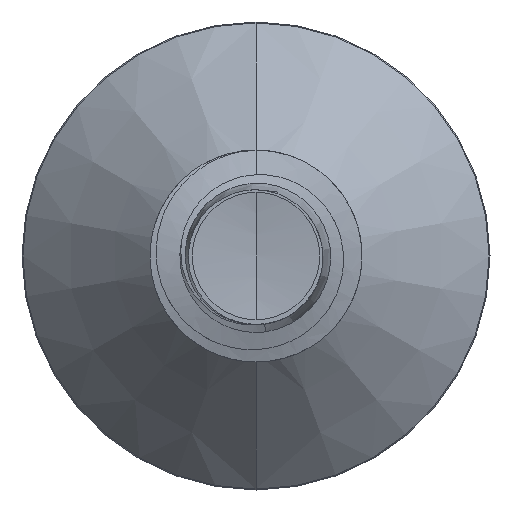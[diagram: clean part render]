
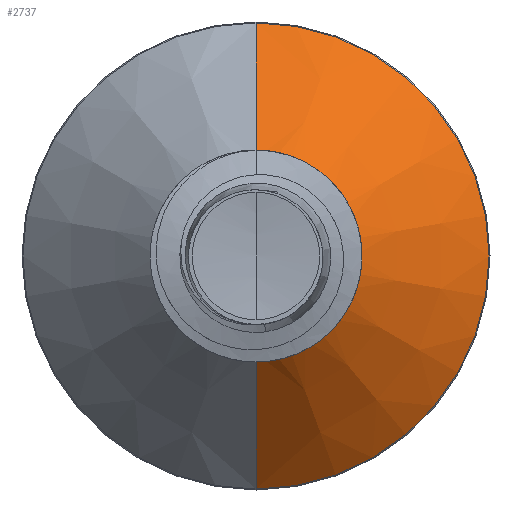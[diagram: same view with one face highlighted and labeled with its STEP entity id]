
A CAD part, front view. The second image highlights one B-rep face of the part: STEP entity #2737.
In plain terms, the highlighted conical face has half-angle 45 degrees and reference radius 0.554 mm.
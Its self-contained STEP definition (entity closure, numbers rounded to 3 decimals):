
#635 = FACE_OUTER_BOUND ( 'NONE', #7000, .T. ) ;
#673 = VERTEX_POINT ( 'NONE', #4688 ) ;
#804 = AXIS2_PLACEMENT_3D ( 'NONE', #2112, #3024, #2189 ) ;
#1052 = VERTEX_POINT ( 'NONE', #8920 ) ;
#1814 = DIRECTION ( 'NONE',  ( 0., 0.707, -0.707 ) ) ;
#2084 = CARTESIAN_POINT ( 'NONE',  ( 0., 1.229, 0. ) ) ;
#2112 = CARTESIAN_POINT ( 'NONE',  ( 0., 1.229, 0. ) ) ;
#2124 = ORIENTED_EDGE ( 'NONE', *, *, #5551, .T. ) ;
#2189 = DIRECTION ( 'NONE',  ( 0., 0., 1. ) ) ;
#2737 = ADVANCED_FACE ( 'NONE', ( #635 ), #10108, .T. ) ;
#2934 = DIRECTION ( 'NONE',  ( 0., 0., 1. ) ) ;
#3024 = DIRECTION ( 'NONE',  ( 0., 1., 0. ) ) ;
#3257 = VECTOR ( 'NONE', #9722, 1000. ) ;
#3650 = EDGE_CURVE ( 'NONE', #673, #4751, #8297, .T. ) ;
#4279 = DIRECTION ( 'NONE',  ( 0., 1., 0. ) ) ;
#4377 = ORIENTED_EDGE ( 'NONE', *, *, #5917, .F. ) ;
#4498 = CARTESIAN_POINT ( 'NONE',  ( 0., 1.229, 0.554 ) ) ;
#4666 = ORIENTED_EDGE ( 'NONE', *, *, #3650, .T. ) ;
#4688 = CARTESIAN_POINT ( 'NONE',  ( 0., 1.229, -0.554 ) ) ;
#4751 = VERTEX_POINT ( 'NONE', #4897 ) ;
#4774 = CARTESIAN_POINT ( 'NONE',  ( 0., 1.229, 0.554 ) ) ;
#4897 = CARTESIAN_POINT ( 'NONE',  ( 0., 1.995, -1.32 ) ) ;
#5119 = CARTESIAN_POINT ( 'NONE',  ( 0., 1.229, -0.554 ) ) ;
#5316 = EDGE_CURVE ( 'NONE', #7570, #1052, #7302, .T. ) ;
#5551 = EDGE_CURVE ( 'NONE', #7570, #673, #8730, .T. ) ;
#5691 = ORIENTED_EDGE ( 'NONE', *, *, #5316, .F. ) ;
#5917 = EDGE_CURVE ( 'NONE', #1052, #4751, #6345, .T. ) ;
#6345 = CIRCLE ( 'NONE', #10215, 1.32 ) ;
#6598 = VECTOR ( 'NONE', #1814, 1000. ) ;
#6841 = AXIS2_PLACEMENT_3D ( 'NONE', #2084, #7707, #2934 ) ;
#7000 = EDGE_LOOP ( 'NONE', ( #2124, #4666, #4377, #5691 ) ) ;
#7302 = LINE ( 'NONE', #4498, #3257 ) ;
#7570 = VERTEX_POINT ( 'NONE', #4774 ) ;
#7707 = DIRECTION ( 'NONE',  ( 0., 1., 0. ) ) ;
#8297 = LINE ( 'NONE', #5119, #6598 ) ;
#8730 = CIRCLE ( 'NONE', #6841, 0.554 ) ;
#8809 = CARTESIAN_POINT ( 'NONE',  ( 0., 1.995, 0. ) ) ;
#8920 = CARTESIAN_POINT ( 'NONE',  ( 0., 1.995, 1.32 ) ) ;
#9535 = DIRECTION ( 'NONE',  ( 0., 0., 1. ) ) ;
#9722 = DIRECTION ( 'NONE',  ( 0., 0.707, 0.707 ) ) ;
#10108 = CONICAL_SURFACE ( 'NONE', #804, 0.554, 0.785 ) ;
#10215 = AXIS2_PLACEMENT_3D ( 'NONE', #8809, #4279, #9535 ) ;
